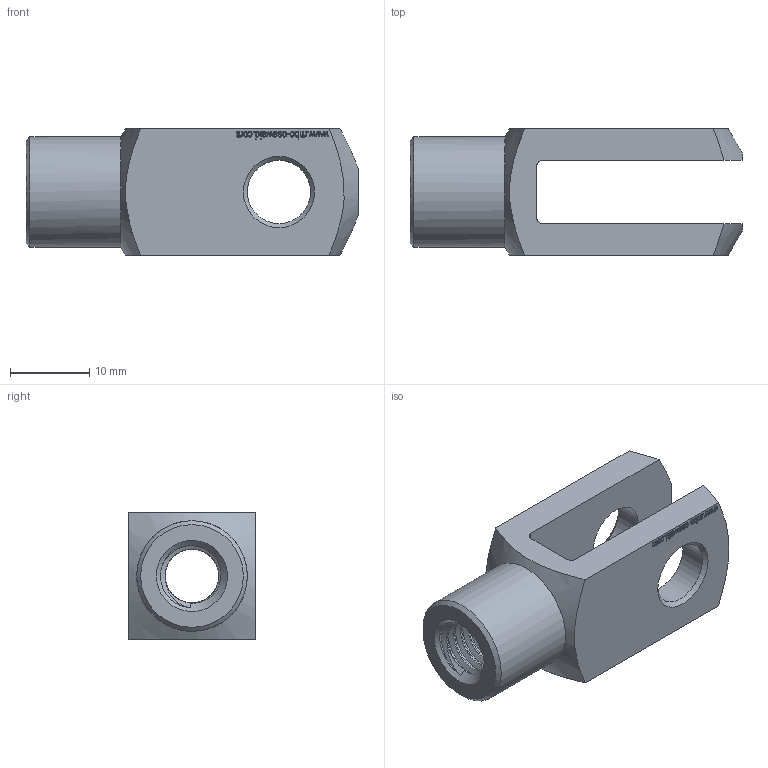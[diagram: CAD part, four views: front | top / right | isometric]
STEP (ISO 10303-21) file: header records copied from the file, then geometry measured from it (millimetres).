
FILE_DESCRIPTION(/* description */ (''),/* implementation_level */ '2;1');
FILE_NAME(/* name */ 'GS32 M10.stp',/* time_stamp */ '2024-05-30T10:12:24+03:00',/* author */ (''),/* organization */ (''),/* preprocessor_version */ 'ST-DEVELOPER v16',/* originating_system */ 'SIEMENS PLM Software NX 11.0',/* authorisation */ '');
FILE_SCHEMA (('AUTOMOTIVE_DESIGN { 1 0 10303 214 3 1 1 1 }'));
Length unit declared in the file: millimetre
Products named in the file (2): Fork; GS32 M10_stp
Assembly tree (1 placements, depth 2):
  GS32 M10_stp
    Fork
Bounding box: 42 x 16 x 16 mm (x, y, z)
Volume: 4985.1 mm3; surface area: 3585.8 mm2
Topology: 1 solids, 1 shells, 305 faces, 835 edges, 556 vertices
Faces by surface type: plane 161, bspline 125, cone 8, cylinder 7, torus 4
Full cylindrical faces by diameter (mm): 8 x2, 14 x1
Entity records: 13242 total; most frequent: CARTESIAN_POINT 6410, ORIENTED_EDGE 1640, DIRECTION 947, EDGE_CURVE 820, VERTEX_POINT 550, LINE 523, VECTOR 523, EDGE_LOOP 342
